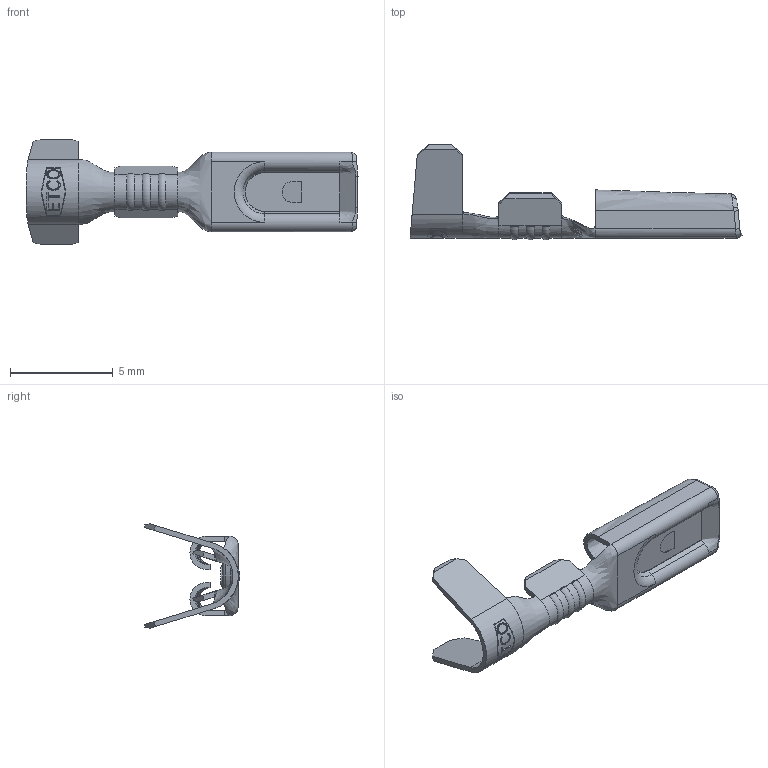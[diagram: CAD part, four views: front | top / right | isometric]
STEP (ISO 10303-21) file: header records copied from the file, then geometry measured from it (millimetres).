
FILE_DESCRIPTION (( 'STEP AP203' ), '1' );
FILE_NAME ('07105.STEP', '2015-01-28T20:49:38', ( '' ), ( '' ), 'SwSTEP 2.0', 'SolidWorks 2014', '' );
FILE_SCHEMA (( 'CONFIG_CONTROL_DESIGN' ));
Length unit declared in the file: inch
Products named in the file (1): 07105
Bounding box: 16.13 x 4.65 x 5.08 mm (x, y, z)
Volume: 31.6 mm3; surface area: 274.4 mm2
Topology: 2 solids, 2 shells, 229 faces, 626 edges, 406 vertices
Faces by surface type: plane 108, bspline 75, cylinder 30, torus 8, cone 8
Entity records: 11079 total; most frequent: CARTESIAN_POINT 5879, ORIENTED_EDGE 1248, DIRECTION 767, EDGE_CURVE 624, VERTEX_POINT 406, VECTOR 321, LINE 321, EDGE_LOOP 238
